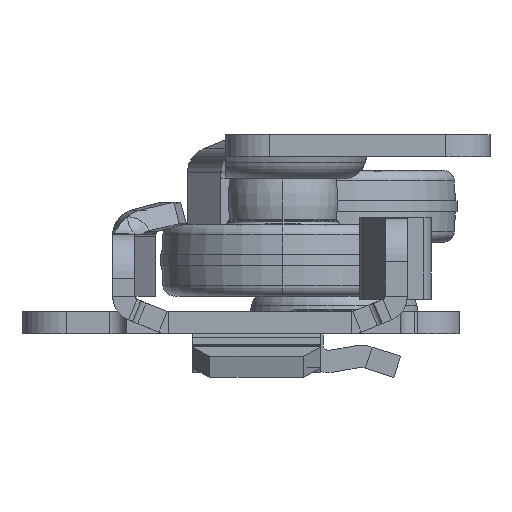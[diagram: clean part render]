
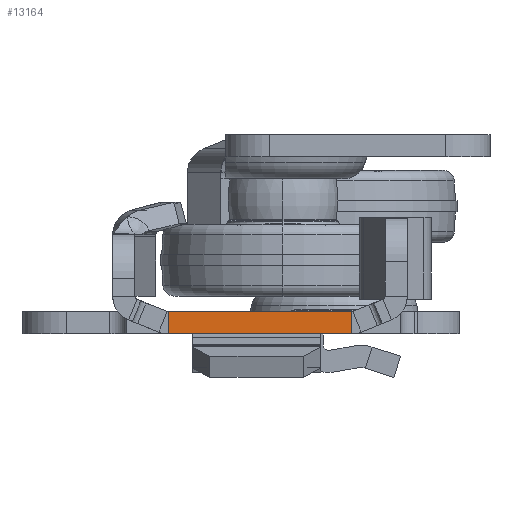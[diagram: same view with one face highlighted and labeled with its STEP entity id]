
A CAD part, left-side view. The second image highlights one B-rep face of the part: STEP entity #13164.
In plain terms, the highlighted planar face has unit normal (-1, 0, 0).
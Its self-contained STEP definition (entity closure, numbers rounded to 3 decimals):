
#310 = DIRECTION ( 'NONE',  ( 0., 1., 0. ) ) ;
#434 = LINE ( 'NONE', #12975, #3578 ) ;
#1201 = VECTOR ( 'NONE', #11589, 1000. ) ;
#1337 = ORIENTED_EDGE ( 'NONE', *, *, #12243, .T. ) ;
#1344 = VECTOR ( 'NONE', #9323, 1000. ) ;
#1478 = VECTOR ( 'NONE', #11179, 1000. ) ;
#1513 = CARTESIAN_POINT ( 'NONE',  ( -649.5, -21.25, 0. ) ) ;
#1790 = AXIS2_PLACEMENT_3D ( 'NONE', #9544, #5206, #310 ) ;
#1845 = VERTEX_POINT ( 'NONE', #10684 ) ;
#3578 = VECTOR ( 'NONE', #14329, 1000. ) ;
#3943 = ORIENTED_EDGE ( 'NONE', *, *, #3975, .F. ) ;
#3975 = EDGE_CURVE ( 'NONE', #6984, #1845, #434, .T. ) ;
#4047 = LINE ( 'NONE', #1513, #1478 ) ;
#5206 = DIRECTION ( 'NONE',  ( -1., 0., 0. ) ) ;
#5447 = EDGE_CURVE ( 'NONE', #9607, #14787, #6435, .T. ) ;
#6435 = LINE ( 'NONE', #17600, #1344 ) ;
#6984 = VERTEX_POINT ( 'NONE', #7345 ) ;
#7345 = CARTESIAN_POINT ( 'NONE',  ( -649.5, 7.022, 0. ) ) ;
#8699 = LINE ( 'NONE', #11332, #1201 ) ;
#9323 = DIRECTION ( 'NONE',  ( 0., 0., -1. ) ) ;
#9544 = CARTESIAN_POINT ( 'NONE',  ( -649.5, -11.5, 2. ) ) ;
#9607 = VERTEX_POINT ( 'NONE', #10833 ) ;
#9787 = CARTESIAN_POINT ( 'NONE',  ( -649.5, -9.522, 0. ) ) ;
#10539 = PLANE ( 'NONE',  #1790 ) ;
#10684 = CARTESIAN_POINT ( 'NONE',  ( -649.5, 7.022, 2. ) ) ;
#10787 = ORIENTED_EDGE ( 'NONE', *, *, #5447, .F. ) ;
#10833 = CARTESIAN_POINT ( 'NONE',  ( -649.5, -9.522, 2. ) ) ;
#11089 = EDGE_CURVE ( 'NONE', #14787, #6984, #4047, .T. ) ;
#11179 = DIRECTION ( 'NONE',  ( 0., 1., 0. ) ) ;
#11332 = CARTESIAN_POINT ( 'NONE',  ( -649.5, -11.5, 2. ) ) ;
#11589 = DIRECTION ( 'NONE',  ( 0., 1., 0. ) ) ;
#11757 = ORIENTED_EDGE ( 'NONE', *, *, #11089, .F. ) ;
#11905 = FACE_OUTER_BOUND ( 'NONE', #16934, .T. ) ;
#12243 = EDGE_CURVE ( 'NONE', #9607, #1845, #8699, .T. ) ;
#12975 = CARTESIAN_POINT ( 'NONE',  ( -649.5, 7.022, 2. ) ) ;
#13164 = ADVANCED_FACE ( 'NONE', ( #11905 ), #10539, .T. ) ;
#14329 = DIRECTION ( 'NONE',  ( 0., 0., 1. ) ) ;
#14787 = VERTEX_POINT ( 'NONE', #9787 ) ;
#16934 = EDGE_LOOP ( 'NONE', ( #10787, #1337, #3943, #11757 ) ) ;
#17600 = CARTESIAN_POINT ( 'NONE',  ( -649.5, -9.522, 2. ) ) ;
